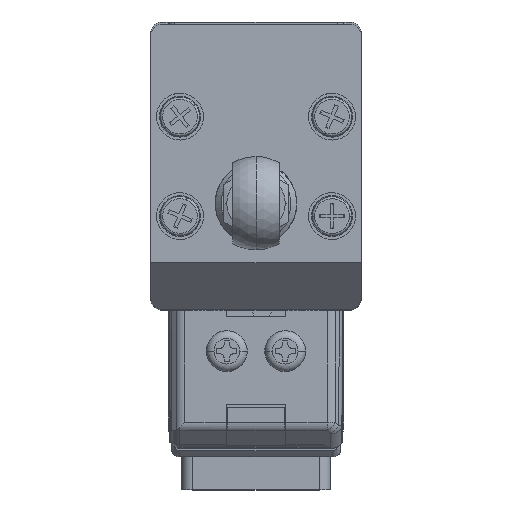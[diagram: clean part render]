
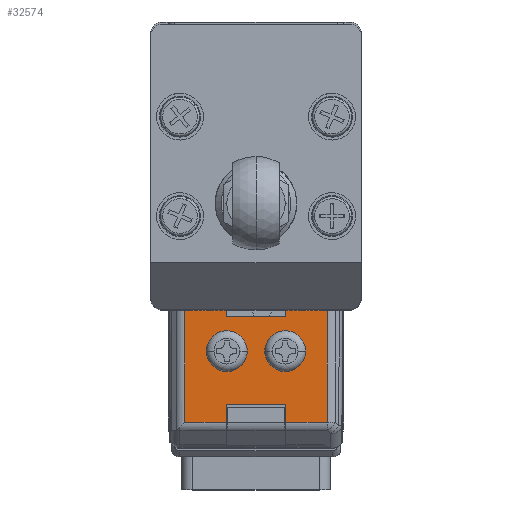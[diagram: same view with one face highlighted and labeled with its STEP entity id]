
A CAD part, top view. The second image highlights one B-rep face of the part: STEP entity #32574.
In plain terms, the highlighted planar face has unit normal (0, 0, 1).
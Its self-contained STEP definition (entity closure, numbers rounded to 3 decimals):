
#91 = VERTEX_POINT ( 'NONE', #21945 ) ;
#650 = ORIENTED_EDGE ( 'NONE', *, *, #48455, .T. ) ;
#714 = VERTEX_POINT ( 'NONE', #11653 ) ;
#792 = CIRCLE ( 'NONE', #47438, 1.75 ) ;
#1117 = DIRECTION ( 'NONE',  ( 0., 1., 0. ) ) ;
#2055 = DIRECTION ( 'NONE',  ( 0., 0., 1. ) ) ;
#2858 = VERTEX_POINT ( 'NONE', #63422 ) ;
#2957 = ORIENTED_EDGE ( 'NONE', *, *, #61396, .T. ) ;
#3339 = LINE ( 'NONE', #3993, #4804 ) ;
#3348 = CARTESIAN_POINT ( 'NONE',  ( 6.086, -7.5, 22. ) ) ;
#3384 = CARTESIAN_POINT ( 'NONE',  ( 6.086, 6.086, 22. ) ) ;
#3993 = CARTESIAN_POINT ( 'NONE',  ( 6.086, -7.5, 22. ) ) ;
#4736 = CARTESIAN_POINT ( 'NONE',  ( -7.5, -7.5, 22. ) ) ;
#4775 = DIRECTION ( 'NONE',  ( 0., 0., 1. ) ) ;
#4804 = VECTOR ( 'NONE', #54975, 1000. ) ;
#5325 = EDGE_CURVE ( 'NONE', #42467, #2858, #22607, .T. ) ;
#5628 = EDGE_CURVE ( 'NONE', #30829, #52945, #51740, .T. ) ;
#5768 = VECTOR ( 'NONE', #16314, 1000. ) ;
#6607 = CARTESIAN_POINT ( 'NONE',  ( -7.5, -7.5, 22. ) ) ;
#7644 = AXIS2_PLACEMENT_3D ( 'NONE', #6607, #67192, #10509 ) ;
#8692 = VECTOR ( 'NONE', #62378, 1000. ) ;
#8921 = VECTOR ( 'NONE', #56485, 1000. ) ;
#9922 = LINE ( 'NONE', #16370, #13875 ) ;
#10032 = ORIENTED_EDGE ( 'NONE', *, *, #13791, .T. ) ;
#10170 = DIRECTION ( 'NONE',  ( 0., -1., 0. ) ) ;
#10509 = DIRECTION ( 'NONE',  ( 1., 0., 0. ) ) ;
#10842 = CARTESIAN_POINT ( 'NONE',  ( -2.975, -2.525, 22. ) ) ;
#11093 = CARTESIAN_POINT ( 'NONE',  ( -2.975, -2.525, 22. ) ) ;
#11562 = VECTOR ( 'NONE', #63203, 1000. ) ;
#11653 = CARTESIAN_POINT ( 'NONE',  ( 1.75, 2.5, 22. ) ) ;
#12001 = CARTESIAN_POINT ( 'NONE',  ( -1.75, 2.5, 22. ) ) ;
#12162 = ORIENTED_EDGE ( 'NONE', *, *, #5628, .T. ) ;
#13428 = CIRCLE ( 'NONE', #56759, 1.75 ) ;
#13791 = EDGE_CURVE ( 'NONE', #16344, #91, #21424, .T. ) ;
#13874 = DIRECTION ( 'NONE',  ( 0., 1., 0. ) ) ;
#13875 = VECTOR ( 'NONE', #32029, 1000. ) ;
#13991 = DIRECTION ( 'NONE',  ( 0., 0., 1. ) ) ;
#14195 = CARTESIAN_POINT ( 'NONE',  ( -2.975, 2.525, 22. ) ) ;
#16184 = LINE ( 'NONE', #11093, #8692 ) ;
#16314 = DIRECTION ( 'NONE',  ( -1., 0., 0. ) ) ;
#16344 = VERTEX_POINT ( 'NONE', #3384 ) ;
#16370 = CARTESIAN_POINT ( 'NONE',  ( 4.6, 2.55, 22. ) ) ;
#17311 = EDGE_CURVE ( 'NONE', #30829, #34865, #22163, .T. ) ;
#19577 = EDGE_CURVE ( 'NONE', #30307, #24998, #27593, .T. ) ;
#20395 = CARTESIAN_POINT ( 'NONE',  ( 4.6, -2.55, 22. ) ) ;
#20402 = EDGE_CURVE ( 'NONE', #61604, #55291, #37840, .T. ) ;
#21059 = VERTEX_POINT ( 'NONE', #12001 ) ;
#21173 = EDGE_LOOP ( 'NONE', ( #37310, #53335 ) ) ;
#21424 = LINE ( 'NONE', #42120, #5768 ) ;
#21839 = DIRECTION ( 'NONE',  ( -1., 0., 0. ) ) ;
#21945 = CARTESIAN_POINT ( 'NONE',  ( -7.5, 6.086, 22. ) ) ;
#22156 = LINE ( 'NONE', #57421, #11562 ) ;
#22163 = LINE ( 'NONE', #30350, #8921 ) ;
#22601 = FACE_BOUND ( 'NONE', #31474, .T. ) ;
#22607 = LINE ( 'NONE', #27714, #57973 ) ;
#23462 = EDGE_CURVE ( 'NONE', #24998, #30307, #13428, .T. ) ;
#23778 = DIRECTION ( 'NONE',  ( 0., 1., 0. ) ) ;
#23906 = DIRECTION ( 'NONE',  ( 0., -1., 0. ) ) ;
#24998 = VERTEX_POINT ( 'NONE', #40377 ) ;
#25289 = ORIENTED_EDGE ( 'NONE', *, *, #49781, .F. ) ;
#25575 = CIRCLE ( 'NONE', #54910, 1.75 ) ;
#25914 = VECTOR ( 'NONE', #21839, 1000. ) ;
#25944 = EDGE_CURVE ( 'NONE', #21059, #714, #25575, .T. ) ;
#27567 = ORIENTED_EDGE ( 'NONE', *, *, #52352, .T. ) ;
#27593 = CIRCLE ( 'NONE', #53601, 1.75 ) ;
#27681 = CARTESIAN_POINT ( 'NONE',  ( -2.975, -2.525, 22. ) ) ;
#27714 = CARTESIAN_POINT ( 'NONE',  ( -7.5, -7.5, 22. ) ) ;
#28055 = ORIENTED_EDGE ( 'NONE', *, *, #58473, .T. ) ;
#28720 = CARTESIAN_POINT ( 'NONE',  ( 0., -2.5, 22. ) ) ;
#28984 = CARTESIAN_POINT ( 'NONE',  ( 6.086, 2.55, 22. ) ) ;
#29204 = CARTESIAN_POINT ( 'NONE',  ( 6.086, -6.086, 22. ) ) ;
#29344 = DIRECTION ( 'NONE',  ( 1., 0., 0. ) ) ;
#29409 = VECTOR ( 'NONE', #23778, 1000. ) ;
#29891 = LINE ( 'NONE', #4736, #51743 ) ;
#30307 = VERTEX_POINT ( 'NONE', #58729 ) ;
#30350 = CARTESIAN_POINT ( 'NONE',  ( 4.6, -2.55, 22. ) ) ;
#30829 = VERTEX_POINT ( 'NONE', #20395 ) ;
#31474 = EDGE_LOOP ( 'NONE', ( #50178, #61957 ) ) ;
#32029 = DIRECTION ( 'NONE',  ( 1., 0., 0. ) ) ;
#32422 = FACE_BOUND ( 'NONE', #21173, .T. ) ;
#32574 = ADVANCED_FACE ( 'NONE', ( #22601, #32422, #64000 ), #53112, .T. ) ;
#33495 = CARTESIAN_POINT ( 'NONE',  ( 6.086, -2.55, 22. ) ) ;
#34865 = VERTEX_POINT ( 'NONE', #33495 ) ;
#36420 = CARTESIAN_POINT ( 'NONE',  ( -2.975, 2.525, 22. ) ) ;
#37310 = ORIENTED_EDGE ( 'NONE', *, *, #23462, .F. ) ;
#37840 = LINE ( 'NONE', #27681, #61017 ) ;
#40377 = CARTESIAN_POINT ( 'NONE',  ( 1.75, -2.5, 22. ) ) ;
#42120 = CARTESIAN_POINT ( 'NONE',  ( -7.5, 6.086, 22. ) ) ;
#42467 = VERTEX_POINT ( 'NONE', #62596 ) ;
#43840 = DIRECTION ( 'NONE',  ( 1., 0., 0. ) ) ;
#46267 = LINE ( 'NONE', #36420, #25914 ) ;
#46990 = CARTESIAN_POINT ( 'NONE',  ( 4.6, -2.55, 22. ) ) ;
#47438 = AXIS2_PLACEMENT_3D ( 'NONE', #59872, #13991, #64640 ) ;
#47935 = ORIENTED_EDGE ( 'NONE', *, *, #5325, .T. ) ;
#48455 = EDGE_CURVE ( 'NONE', #52945, #63720, #9922, .T. ) ;
#48737 = EDGE_CURVE ( 'NONE', #714, #21059, #792, .T. ) ;
#48873 = VERTEX_POINT ( 'NONE', #64542 ) ;
#49722 = DIRECTION ( 'NONE',  ( 0., 0., 1. ) ) ;
#49781 = EDGE_CURVE ( 'NONE', #55291, #48873, #46267, .T. ) ;
#50178 = ORIENTED_EDGE ( 'NONE', *, *, #48737, .F. ) ;
#50782 = ORIENTED_EDGE ( 'NONE', *, *, #60206, .T. ) ;
#51740 = LINE ( 'NONE', #46990, #54716 ) ;
#51743 = VECTOR ( 'NONE', #10170, 1000. ) ;
#51947 = DIRECTION ( 'NONE',  ( 1., 0., 0. ) ) ;
#51962 = ORIENTED_EDGE ( 'NONE', *, *, #20402, .F. ) ;
#52352 = EDGE_CURVE ( 'NONE', #63720, #16344, #59450, .T. ) ;
#52945 = VERTEX_POINT ( 'NONE', #64033 ) ;
#53112 = PLANE ( 'NONE',  #7644 ) ;
#53335 = ORIENTED_EDGE ( 'NONE', *, *, #19577, .F. ) ;
#53601 = AXIS2_PLACEMENT_3D ( 'NONE', #62833, #2055, #43840 ) ;
#54716 = VECTOR ( 'NONE', #13874, 1000. ) ;
#54910 = AXIS2_PLACEMENT_3D ( 'NONE', #61173, #4775, #51947 ) ;
#54975 = DIRECTION ( 'NONE',  ( 0., 1., 0. ) ) ;
#55002 = ORIENTED_EDGE ( 'NONE', *, *, #66004, .T. ) ;
#55291 = VERTEX_POINT ( 'NONE', #14195 ) ;
#56485 = DIRECTION ( 'NONE',  ( 1., 0., 0. ) ) ;
#56759 = AXIS2_PLACEMENT_3D ( 'NONE', #28720, #49722, #29344 ) ;
#57421 = CARTESIAN_POINT ( 'NONE',  ( -7.5, -6.086, 22. ) ) ;
#57973 = VECTOR ( 'NONE', #23906, 1000. ) ;
#58473 = EDGE_CURVE ( 'NONE', #59207, #34865, #3339, .T. ) ;
#58729 = CARTESIAN_POINT ( 'NONE',  ( -1.75, -2.5, 22. ) ) ;
#59207 = VERTEX_POINT ( 'NONE', #29204 ) ;
#59450 = LINE ( 'NONE', #3348, #29409 ) ;
#59583 = ORIENTED_EDGE ( 'NONE', *, *, #17311, .F. ) ;
#59872 = CARTESIAN_POINT ( 'NONE',  ( 0., 2.5, 22. ) ) ;
#60206 = EDGE_CURVE ( 'NONE', #2858, #59207, #22156, .T. ) ;
#61017 = VECTOR ( 'NONE', #1117, 1000. ) ;
#61173 = CARTESIAN_POINT ( 'NONE',  ( 0., 2.5, 22. ) ) ;
#61396 = EDGE_CURVE ( 'NONE', #91, #48873, #29891, .T. ) ;
#61604 = VERTEX_POINT ( 'NONE', #10842 ) ;
#61957 = ORIENTED_EDGE ( 'NONE', *, *, #25944, .F. ) ;
#62378 = DIRECTION ( 'NONE',  ( -1., 0., 0. ) ) ;
#62596 = CARTESIAN_POINT ( 'NONE',  ( -7.5, -2.525, 22. ) ) ;
#62833 = CARTESIAN_POINT ( 'NONE',  ( 0., -2.5, 22. ) ) ;
#63203 = DIRECTION ( 'NONE',  ( 1., 0., 0. ) ) ;
#63422 = CARTESIAN_POINT ( 'NONE',  ( -7.5, -6.086, 22. ) ) ;
#63720 = VERTEX_POINT ( 'NONE', #28984 ) ;
#64000 = FACE_OUTER_BOUND ( 'NONE', #64273, .T. ) ;
#64033 = CARTESIAN_POINT ( 'NONE',  ( 4.6, 2.55, 22. ) ) ;
#64273 = EDGE_LOOP ( 'NONE', ( #50782, #28055, #59583, #12162, #650, #27567, #10032, #2957, #25289, #51962, #55002, #47935 ) ) ;
#64542 = CARTESIAN_POINT ( 'NONE',  ( -7.5, 2.525, 22. ) ) ;
#64640 = DIRECTION ( 'NONE',  ( 1., 0., 0. ) ) ;
#66004 = EDGE_CURVE ( 'NONE', #61604, #42467, #16184, .T. ) ;
#67192 = DIRECTION ( 'NONE',  ( 0., 0., 1. ) ) ;
